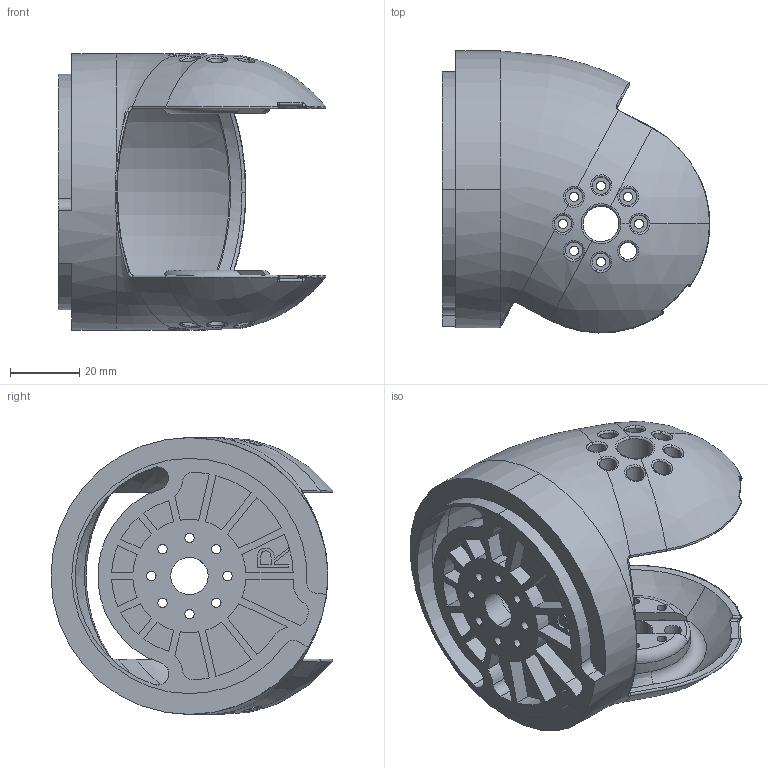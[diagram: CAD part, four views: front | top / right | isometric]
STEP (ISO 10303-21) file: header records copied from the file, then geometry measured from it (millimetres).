
FILE_DESCRIPTION (( 'STEP AP203' ), '1' );
FILE_NAME ('2015-09-25_Schulter_R.STEP', '2015-09-27T18:38:09', ( '' ), ( '' ), 'SwSTEP 2.0', 'SolidWorks 2014', '' );
FILE_SCHEMA (( 'CONFIG_CONTROL_DESIGN' ));
Length unit declared in the file: millimetre
Products named in the file (1): 2015-09-25_Schulter_R
Bounding box: 77.4 x 81.48 x 80 mm (x, y, z)
Volume: 69061.6 mm3; surface area: 44820.2 mm2
Topology: 1 solids, 1 shells, 424 faces, 1105 edges, 706 vertices
Faces by surface type: cylinder 183, plane 104, bspline 78, torus 42, sphere 17
Entity records: 20645 total; most frequent: CARTESIAN_POINT 10371, ORIENTED_EDGE 2198, DIRECTION 2095, EDGE_CURVE 1099, AXIS2_PLACEMENT_3D 876, VERTEX_POINT 702, CIRCLE 529, EDGE_LOOP 505
